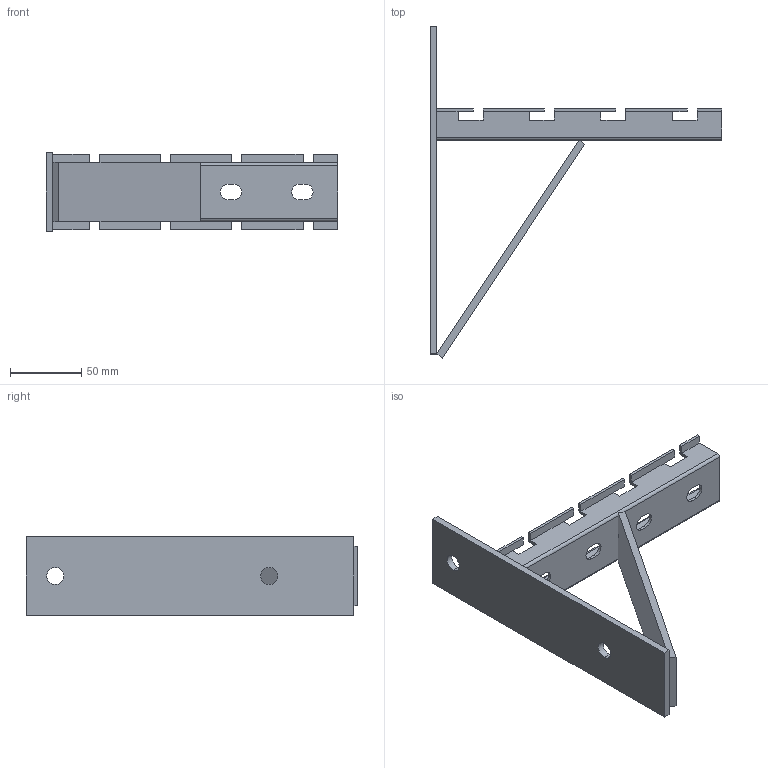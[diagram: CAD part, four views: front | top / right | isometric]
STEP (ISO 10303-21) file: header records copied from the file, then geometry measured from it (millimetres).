
FILE_DESCRIPTION (( 'STEP AP214' ), '1' );
FILE_NAME ('LC-CWB150_3D.step', '2023-05-09T16:28:09', ( '' ), ( '' ), 'SwSTEP 2.0', 'SolidWorks 2022', '' );
FILE_SCHEMA (( 'AUTOMOTIVE_DESIGN' ));
Length unit declared in the file: millimetre
Products named in the file (1): LC-CWB150_3D
Bounding box: 204.75 x 232.76 x 55 mm (x, y, z)
Volume: 129422.2 mm3; surface area: 80138.2 mm2
Topology: 3 solids, 3 shells, 134 faces, 368 edges, 240 vertices
Faces by surface type: plane 98, cylinder 36
Entity records: 4292 total; most frequent: CARTESIAN_POINT 743, ORIENTED_EDGE 736, DIRECTION 710, EDGE_CURVE 368, LINE 296, VECTOR 296, VERTEX_POINT 240, AXIS2_PLACEMENT_3D 207
